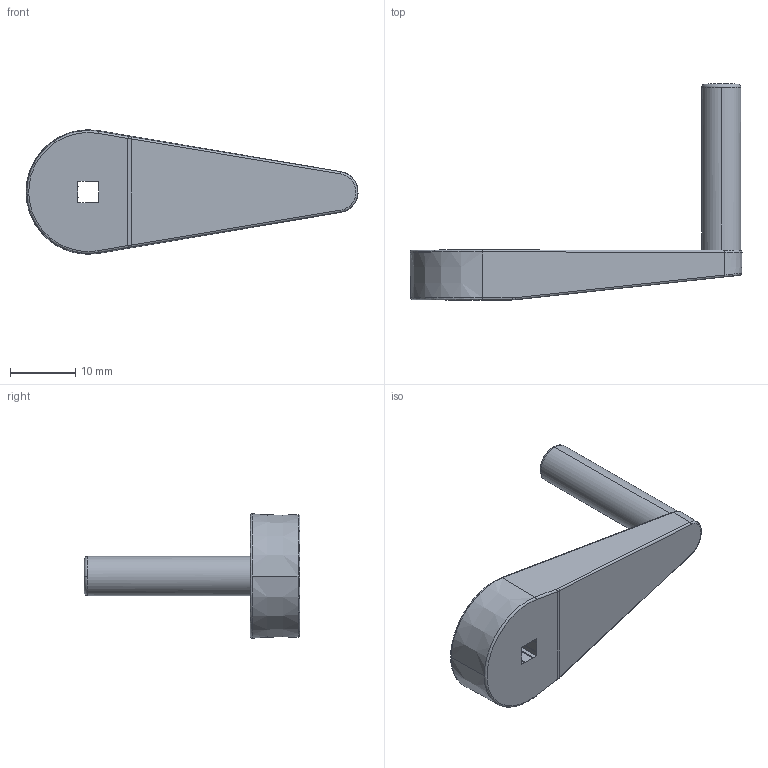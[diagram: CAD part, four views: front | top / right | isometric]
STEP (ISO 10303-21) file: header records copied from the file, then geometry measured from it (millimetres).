
FILE_DESCRIPTION (( 'STEP AP214' ), '1' );
FILE_NAME ('276-2045-001 Rev2.STEP', '2015-09-21T17:49:36', ( 'svradm' ), ( '' ), 'SwSTEP 2.0', 'SolidWorks 2015', '' );
FILE_SCHEMA (( 'AUTOMOTIVE_DESIGN' ));
Length unit declared in the file: inch
Products named in the file (1): 276-2045-001 Rev2
Bounding box: 50.78 x 33.02 x 19.04 mm (x, y, z)
Volume: 2773.8 mm3; surface area: 3795.7 mm2
Topology: 1 solids, 1 shells, 191 faces, 464 edges, 278 vertices
Faces by surface type: bspline 90, plane 51, cylinder 41, cone 9
Entity records: 8475 total; most frequent: CARTESIAN_POINT 4812, ORIENTED_EDGE 928, DIRECTION 542, EDGE_CURVE 464, VERTEX_POINT 278, EDGE_LOOP 196, ADVANCED_FACE 191, FACE_OUTER_BOUND 191
